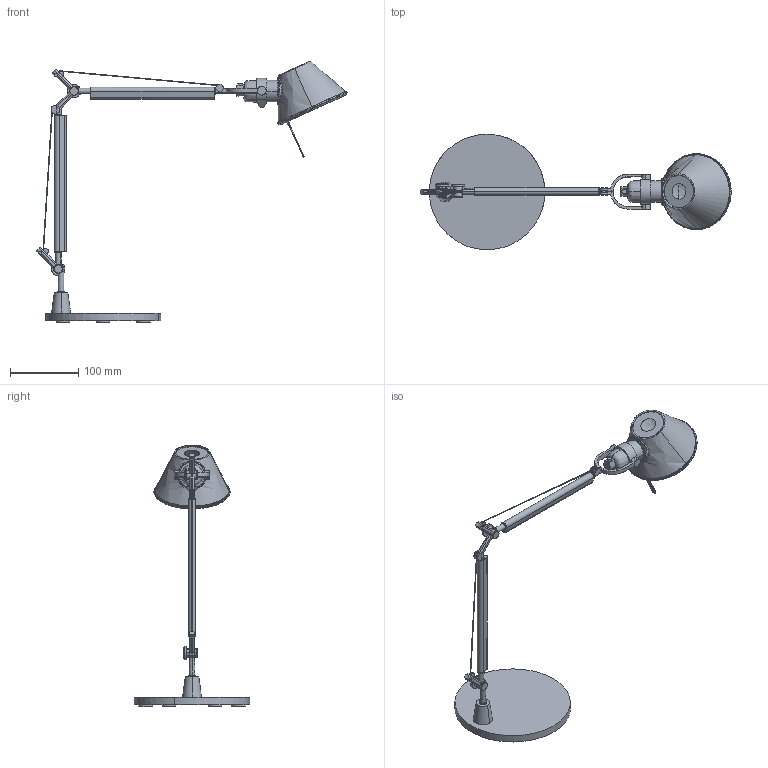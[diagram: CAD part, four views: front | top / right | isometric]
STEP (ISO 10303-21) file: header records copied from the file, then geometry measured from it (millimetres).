
FILE_DESCRIPTION(/* description */ (''),/* implementation_level */ '2;1');
FILE_NAME(/* name */ 'Tolomeo Micro Tavolo',/* time_stamp */ '2016-09-29T14:26:21+02:00',/* author */ (''),/* organization */ (''),/* preprocessor_version */ 'ST-DEVELOPER v15',/* originating_system */ '',/* authorisation */ '');
FILE_SCHEMA (('AUTOMOTIVE_DESIGN'));
Length unit declared in the file: millimetre
Products named in the file (1): Document
Bounding box: 453.35 x 168.6 x 382.28 mm (x, y, z)
Volume: 348279.8 mm3; surface area: 134019.9 mm2
Topology: 34 solids, 58 shells, 494 faces, 1225 edges, 802 vertices
Faces by surface type: plane 273, bspline 221
Entity records: 16700 total; most frequent: CARTESIAN_POINT 9183, ORIENTED_EDGE 2202, EDGE_CURVE 1224, VERTEX_POINT 804, B_SPLINE_CURVE_WITH_KNOTS 737, EDGE_LOOP 500, ADVANCED_FACE 494, FACE_OUTER_BOUND 494
